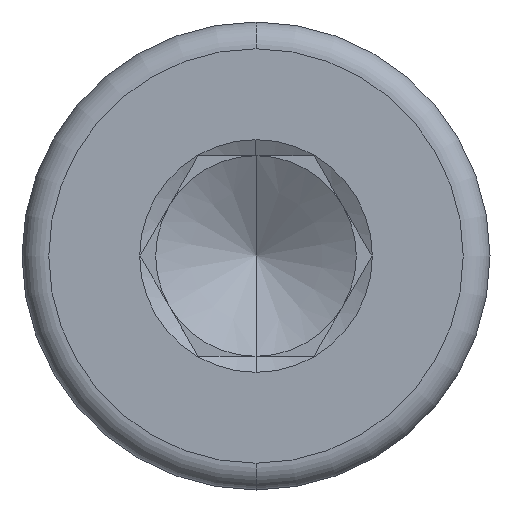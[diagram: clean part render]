
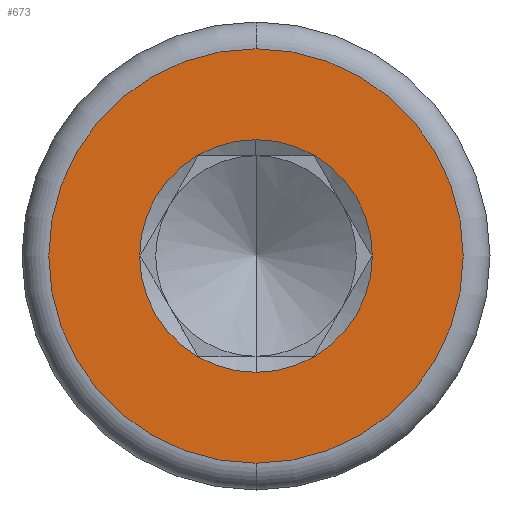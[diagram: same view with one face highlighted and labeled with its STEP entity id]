
A CAD part, left-side view. The second image highlights one B-rep face of the part: STEP entity #673.
In plain terms, the highlighted planar face has unit normal (-1, 0, 0).
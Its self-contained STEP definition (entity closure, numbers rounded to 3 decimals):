
#334=CARTESIAN_POINT('',(-4.,0.,-1.74));
#335=VERTEX_POINT('',#334);
#344=CARTESIAN_POINT('',(-4.,0.,1.74));
#345=VERTEX_POINT('',#344);
#346=CARTESIAN_POINT('',(-4.,0.,0.));
#347=DIRECTION('',(-1.,-0.,0.));
#348=DIRECTION('',(0.,0.,1.));
#349=AXIS2_PLACEMENT_3D('',#346,#347,#348);
#350=CIRCLE('',#349,1.74);
#351=EDGE_CURVE('',#335,#345,#350,.T.);
#619=CARTESIAN_POINT('',(-4.,0.,3.1));
#620=VERTEX_POINT('',#619);
#628=CARTESIAN_POINT('',(-4.,-0.,-3.1));
#629=VERTEX_POINT('',#628);
#630=CARTESIAN_POINT('',(-4.,0.,0.));
#631=DIRECTION('',(1.,0.,0.));
#632=DIRECTION('',(0.,0.,-1.));
#633=AXIS2_PLACEMENT_3D('',#630,#631,#632);
#634=CIRCLE('',#633,3.1);
#635=EDGE_CURVE('',#620,#629,#634,.T.);
#648=CARTESIAN_POINT('',(-4.,0.,0.));
#649=DIRECTION('',(1.,0.,0.));
#650=DIRECTION('',(0.,0.,-1.));
#651=AXIS2_PLACEMENT_3D('',#648,#649,#650);
#652=PLANE('',#651);
#653=ORIENTED_EDGE('',*,*,#635,.F.);
#654=CARTESIAN_POINT('',(-4.,0.,0.));
#655=DIRECTION('',(1.,0.,0.));
#656=DIRECTION('',(0.,0.,-1.));
#657=AXIS2_PLACEMENT_3D('',#654,#655,#656);
#658=CIRCLE('',#657,3.1);
#659=EDGE_CURVE('',#629,#620,#658,.T.);
#660=ORIENTED_EDGE('',*,*,#659,.F.);
#661=EDGE_LOOP('',(#653,#660));
#662=FACE_BOUND('',#661,.T.);
#663=CARTESIAN_POINT('',(-4.,0.,0.));
#664=DIRECTION('',(-1.,-0.,0.));
#665=DIRECTION('',(0.,0.,1.));
#666=AXIS2_PLACEMENT_3D('',#663,#664,#665);
#667=CIRCLE('',#666,1.74);
#668=EDGE_CURVE('',#345,#335,#667,.T.);
#669=ORIENTED_EDGE('',*,*,#668,.F.);
#670=ORIENTED_EDGE('',*,*,#351,.F.);
#671=EDGE_LOOP('',(#669,#670));
#672=FACE_BOUND('',#671,.T.);
#673=ADVANCED_FACE('',(#662,#672),#652,.F.);
